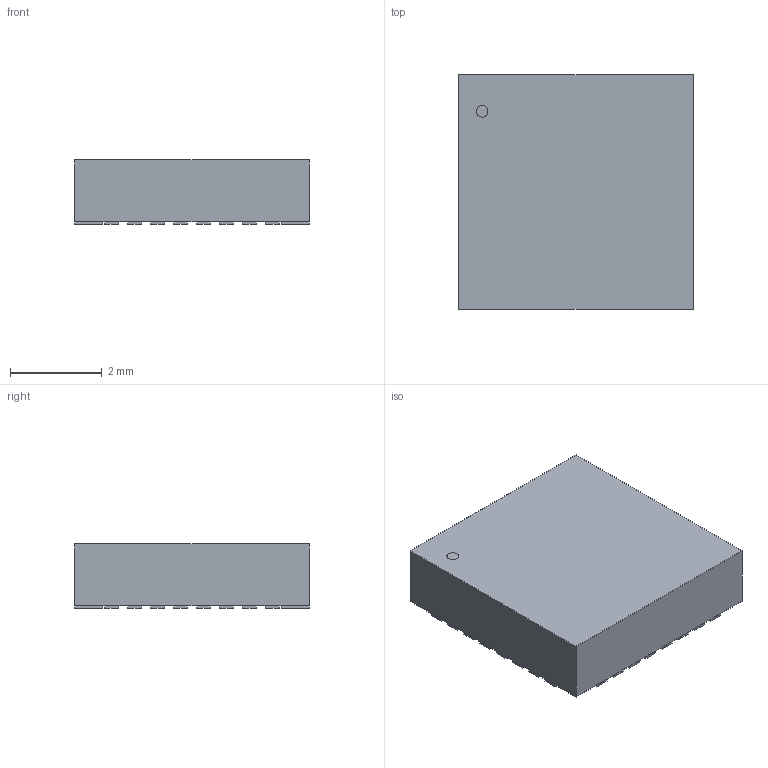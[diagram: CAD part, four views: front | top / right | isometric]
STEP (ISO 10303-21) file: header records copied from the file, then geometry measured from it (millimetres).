
FILE_DESCRIPTION(('STEP AP214'),'1');
FILE_NAME('32M1-A_ATM-L','2020-11-11T15:40:10',(''),(''),'','','');
FILE_SCHEMA(('AUTOMOTIVE_DESIGN'));
Length unit declared in the file: millimetre
Products named in the file (1): product
Bounding box: 5.11 x 5.11 x 1.4 mm (x, y, z)
Volume: 35.4 mm3; surface area: 94.6 mm2
Topology: 34 solids, 34 shells, 201 faces, 399 edges, 266 vertices
Faces by surface type: plane 200, cylinder 1
Full cylindrical faces by diameter (mm): 0.255 x1
Entity records: 4864 total; most frequent: DIRECTION 806, ORIENTED_EDGE 796, CARTESIAN_POINT 471, EDGE_CURVE 398, LINE 396, VECTOR 396, VERTEX_POINT 266, AXIS2_PLACEMENT_3D 205
